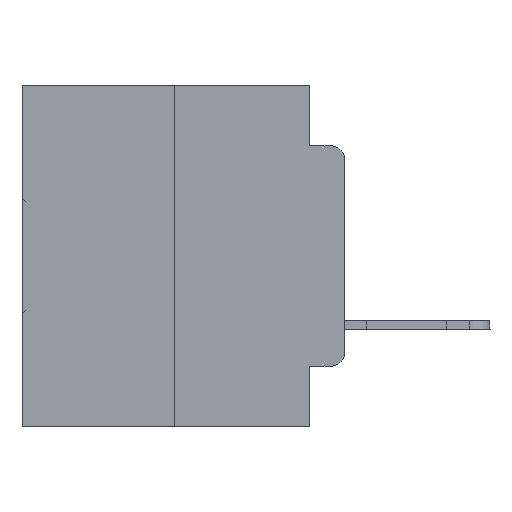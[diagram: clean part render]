
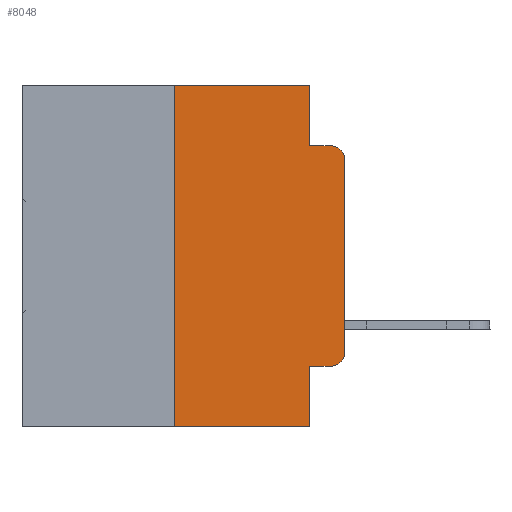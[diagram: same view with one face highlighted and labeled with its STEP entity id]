
A CAD part, left-side view. The second image highlights one B-rep face of the part: STEP entity #8048.
In plain terms, the highlighted planar face has unit normal (-1, 0, 0).
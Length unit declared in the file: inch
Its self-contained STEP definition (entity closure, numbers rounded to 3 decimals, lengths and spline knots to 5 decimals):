
#86 = AXIS2_PLACEMENT_3D ( 'NONE', #5952, #702, #1014 ) ;
#650 = LINE ( 'NONE', #11025, #19923 ) ;
#702 = DIRECTION ( 'NONE',  ( -1., 0., 0. ) ) ;
#762 = VECTOR ( 'NONE', #15938, 39.37008 ) ;
#1014 = DIRECTION ( 'NONE',  ( 0., 0., -1. ) ) ;
#1335 = LINE ( 'NONE', #15876, #14890 ) ;
#2101 = LINE ( 'NONE', #26307, #8770 ) ;
#2851 = VERTEX_POINT ( 'NONE', #28593 ) ;
#3260 = LINE ( 'NONE', #25220, #7081 ) ;
#3392 = ORIENTED_EDGE ( 'NONE', *, *, #27410, .F. ) ;
#3635 = CARTESIAN_POINT ( 'NONE',  ( 0., 0.473, 0. ) ) ;
#4219 = ORIENTED_EDGE ( 'NONE', *, *, #17217, .T. ) ;
#4270 = VECTOR ( 'NONE', #23742, 39.37008 ) ;
#4642 = LINE ( 'NONE', #31116, #4270 ) ;
#4735 = VERTEX_POINT ( 'NONE', #15842 ) ;
#4840 = AXIS2_PLACEMENT_3D ( 'NONE', #3635, #30566, #8598 ) ;
#5284 = CARTESIAN_POINT ( 'NONE',  ( 0., 0.25, -0.5 ) ) ;
#5730 = DIRECTION ( 'NONE',  ( 0., -1., 0. ) ) ;
#5952 = CARTESIAN_POINT ( 'NONE',  ( 0., 0.02, -0.1085 ) ) ;
#7081 = VECTOR ( 'NONE', #30201, 39.37008 ) ;
#7246 = CARTESIAN_POINT ( 'NONE',  ( 0., 0.051, -0.0885 ) ) ;
#7580 = ORIENTED_EDGE ( 'NONE', *, *, #29835, .T. ) ;
#7759 = ORIENTED_EDGE ( 'NONE', *, *, #26649, .T. ) ;
#8048 = ADVANCED_FACE ( 'NONE', ( #10520 ), #20281, .F. ) ;
#8263 = CARTESIAN_POINT ( 'NONE',  ( 0., 0.051, 0. ) ) ;
#8521 = DIRECTION ( 'NONE',  ( 0., 0., 1. ) ) ;
#8598 = DIRECTION ( 'NONE',  ( 0., 0., -1. ) ) ;
#8770 = VECTOR ( 'NONE', #14106, 39.37008 ) ;
#9174 = CARTESIAN_POINT ( 'NONE',  ( 0., 0., -0.3915 ) ) ;
#10102 = EDGE_CURVE ( 'NONE', #20102, #10996, #22761, .T. ) ;
#10154 = VERTEX_POINT ( 'NONE', #5284 ) ;
#10520 = FACE_OUTER_BOUND ( 'NONE', #17989, .T. ) ;
#10720 = CARTESIAN_POINT ( 'NONE',  ( 0., 0., -0.1085 ) ) ;
#10943 = CARTESIAN_POINT ( 'NONE',  ( 0., 0.02, -0.0885 ) ) ;
#10996 = VERTEX_POINT ( 'NONE', #29278 ) ;
#11025 = CARTESIAN_POINT ( 'NONE',  ( 0., 0.051, -0.4115 ) ) ;
#11378 = CARTESIAN_POINT ( 'NONE',  ( 0., 0.051, -0.0885 ) ) ;
#12350 = CARTESIAN_POINT ( 'NONE',  ( 0., 0.473, 0. ) ) ;
#12479 = EDGE_CURVE ( 'NONE', #17177, #4735, #20426, .T. ) ;
#12797 = CARTESIAN_POINT ( 'NONE',  ( 0., 0.02, -0.3915 ) ) ;
#13720 = CIRCLE ( 'NONE', #29612, 0.02 ) ;
#14106 = DIRECTION ( 'NONE',  ( 0., 0., 1. ) ) ;
#14890 = VECTOR ( 'NONE', #8521, 39.37008 ) ;
#15157 = VERTEX_POINT ( 'NONE', #10943 ) ;
#15842 = CARTESIAN_POINT ( 'NONE',  ( 0., 0.051, -0.5 ) ) ;
#15876 = CARTESIAN_POINT ( 'NONE',  ( 0., 0.25, 0. ) ) ;
#15938 = DIRECTION ( 'NONE',  ( 0., 0., -1. ) ) ;
#16995 = LINE ( 'NONE', #7246, #29156 ) ;
#17058 = VECTOR ( 'NONE', #22293, 39.37008 ) ;
#17177 = VERTEX_POINT ( 'NONE', #29490 ) ;
#17217 = EDGE_CURVE ( 'NONE', #17177, #2851, #650, .T. ) ;
#17741 = DIRECTION ( 'NONE',  ( 0., 0., -1. ) ) ;
#17989 = EDGE_LOOP ( 'NONE', ( #21513, #7580, #3392, #26732, #20060, #23077, #24429, #29314, #4219, #7759 ) ) ;
#19923 = VECTOR ( 'NONE', #5730, 39.37008 ) ;
#20060 = ORIENTED_EDGE ( 'NONE', *, *, #10102, .F. ) ;
#20102 = VERTEX_POINT ( 'NONE', #31314 ) ;
#20281 = PLANE ( 'NONE',  #4840 ) ;
#20426 = LINE ( 'NONE', #8263, #762 ) ;
#20532 = EDGE_CURVE ( 'NONE', #10996, #26350, #4642, .T. ) ;
#21513 = ORIENTED_EDGE ( 'NONE', *, *, #30015, .T. ) ;
#22293 = DIRECTION ( 'NONE',  ( 0., -1., 0. ) ) ;
#22761 = LINE ( 'NONE', #12350, #17058 ) ;
#23077 = ORIENTED_EDGE ( 'NONE', *, *, #29801, .F. ) ;
#23742 = DIRECTION ( 'NONE',  ( 0., 0., -1. ) ) ;
#24429 = ORIENTED_EDGE ( 'NONE', *, *, #27068, .T. ) ;
#24821 = DIRECTION ( 'NONE',  ( -1., 0., 0. ) ) ;
#25219 = VERTEX_POINT ( 'NONE', #9174 ) ;
#25220 = CARTESIAN_POINT ( 'NONE',  ( 0., 0.473, -0.5 ) ) ;
#26307 = CARTESIAN_POINT ( 'NONE',  ( 0., 0., 0. ) ) ;
#26350 = VERTEX_POINT ( 'NONE', #11378 ) ;
#26649 = EDGE_CURVE ( 'NONE', #2851, #25219, #13720, .T. ) ;
#26732 = ORIENTED_EDGE ( 'NONE', *, *, #20532, .F. ) ;
#26796 = DIRECTION ( 'NONE',  ( 0., -1., 0. ) ) ;
#27068 = EDGE_CURVE ( 'NONE', #10154, #4735, #3260, .T. ) ;
#27410 = EDGE_CURVE ( 'NONE', #26350, #15157, #16995, .T. ) ;
#28234 = CIRCLE ( 'NONE', #86, 0.02 ) ;
#28593 = CARTESIAN_POINT ( 'NONE',  ( 0., 0.02, -0.4115 ) ) ;
#29156 = VECTOR ( 'NONE', #26796, 39.37008 ) ;
#29237 = VERTEX_POINT ( 'NONE', #10720 ) ;
#29278 = CARTESIAN_POINT ( 'NONE',  ( 0., 0.051, 0. ) ) ;
#29314 = ORIENTED_EDGE ( 'NONE', *, *, #12479, .F. ) ;
#29490 = CARTESIAN_POINT ( 'NONE',  ( 0., 0.051, -0.4115 ) ) ;
#29612 = AXIS2_PLACEMENT_3D ( 'NONE', #12797, #24821, #17741 ) ;
#29801 = EDGE_CURVE ( 'NONE', #10154, #20102, #1335, .T. ) ;
#29835 = EDGE_CURVE ( 'NONE', #29237, #15157, #28234, .T. ) ;
#30015 = EDGE_CURVE ( 'NONE', #25219, #29237, #2101, .T. ) ;
#30201 = DIRECTION ( 'NONE',  ( 0., -1., 0. ) ) ;
#30566 = DIRECTION ( 'NONE',  ( 1., 0., 0. ) ) ;
#31116 = CARTESIAN_POINT ( 'NONE',  ( 0., 0.051, 0. ) ) ;
#31314 = CARTESIAN_POINT ( 'NONE',  ( 0., 0.25, 0. ) ) ;
